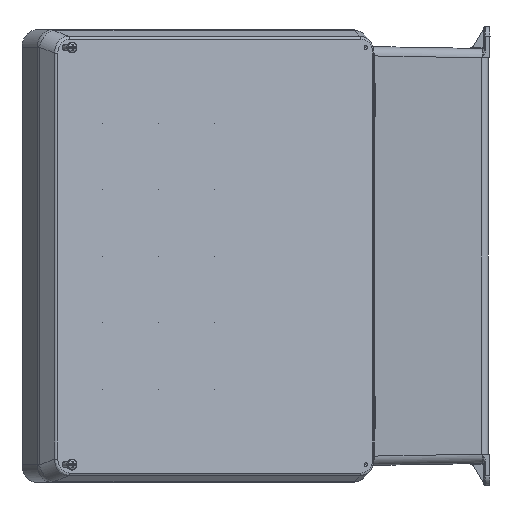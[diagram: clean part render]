
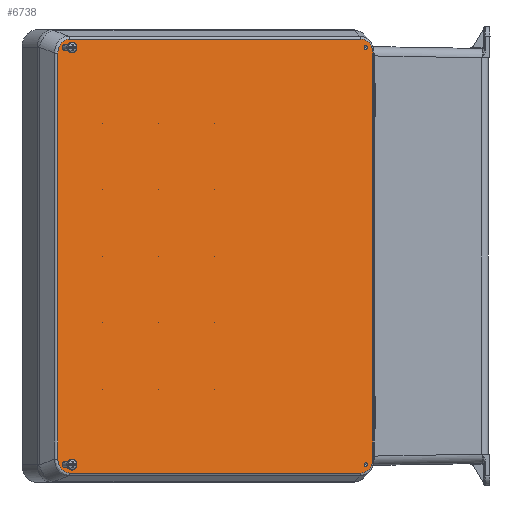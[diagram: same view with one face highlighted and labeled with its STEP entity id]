
A CAD part, left-side view. The second image highlights one B-rep face of the part: STEP entity #6738.
In plain terms, the highlighted face is planar.
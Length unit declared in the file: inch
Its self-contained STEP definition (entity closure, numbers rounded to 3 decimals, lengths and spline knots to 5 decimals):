
#431 = CARTESIAN_POINT ( 'NONE',  ( 5.86991, 0., -15.00544 ) ) ;
#510 = VERTEX_POINT ( 'NONE', #8065 ) ;
#869 = DIRECTION ( 'NONE',  ( 0., 0., 1. ) ) ;
#891 = VERTEX_POINT ( 'NONE', #20601 ) ;
#1241 = LINE ( 'NONE', #27576, #1268 ) ;
#1268 = VECTOR ( 'NONE', #8275, 39.37008 ) ;
#1322 = EDGE_LOOP ( 'NONE', ( #21871 ) ) ;
#1715 = VERTEX_POINT ( 'NONE', #24406 ) ;
#2001 =( BOUNDED_CURVE ( )  B_SPLINE_CURVE ( 3, ( #10453, #29814, #13258, #32613 ),
 .UNSPECIFIED., .F., .F. ) 
 B_SPLINE_CURVE_WITH_KNOTS ( ( 4, 4 ),
 ( 2.40401, 3.87917 ),
 .UNSPECIFIED. ) 
 CURVE ( )  GEOMETRIC_REPRESENTATION_ITEM ( )  RATIONAL_B_SPLINE_CURVE ( ( 1., 0.827, 0.827, 1. ) ) 
 REPRESENTATION_ITEM ( '' )  );
#2010 = DIRECTION ( 'NONE',  ( 0., 0., 1. ) ) ;
#2678 = ORIENTED_EDGE ( 'NONE', *, *, #24086, .T. ) ;
#2957 = CARTESIAN_POINT ( 'NONE',  ( 5.86991, 0., -0.31456 ) ) ;
#3083 = ORIENTED_EDGE ( 'NONE', *, *, #22941, .F. ) ;
#3098 = CIRCLE ( 'NONE', #23086, 0.06299 ) ;
#4022 = EDGE_CURVE ( 'NONE', #510, #11268, #2001, .T. ) ;
#5732 = ORIENTED_EDGE ( 'NONE', *, *, #6497, .T. ) ;
#6160 = EDGE_CURVE ( 'NONE', #510, #891, #19784, .T. ) ;
#6497 = EDGE_CURVE ( 'NONE', #7305, #1715, #18510, .T. ) ;
#6738 = ADVANCED_FACE ( 'NONE', ( #17541, #17263, #17513, #17289, #17255 ), #33827, .F. ) ;
#7305 = VERTEX_POINT ( 'NONE', #33966 ) ;
#7532 = DIRECTION ( 'NONE',  ( 0., 0., 1. ) ) ;
#7778 = DIRECTION ( 'NONE',  ( 0., -1., 0. ) ) ;
#7804 = CARTESIAN_POINT ( 'NONE',  ( 6.05905, 0., -14.71905 ) ) ;
#7815 = CARTESIAN_POINT ( 'NONE',  ( 6.05905, 0., -14.65606 ) ) ;
#8065 = CARTESIAN_POINT ( 'NONE',  ( -6.34544, 0., -14.52991 ) ) ;
#8189 = EDGE_CURVE ( 'NONE', #27227, #27227, #8801, .T. ) ;
#8275 = DIRECTION ( 'NONE',  ( -1., 0., 0. ) ) ;
#8501 = CARTESIAN_POINT ( 'NONE',  ( 6.34544, 0., -14.52991 ) ) ;
#8786 =( BOUNDED_CURVE ( )  B_SPLINE_CURVE ( 3, ( #8501, #25003, #16825, #431 ),
 .UNSPECIFIED., .F., .F. ) 
 B_SPLINE_CURVE_WITH_KNOTS ( ( 4, 4 ),
 ( 2.40401, 3.87917 ),
 .UNSPECIFIED. ) 
 CURVE ( )  GEOMETRIC_REPRESENTATION_ITEM ( )  RATIONAL_B_SPLINE_CURVE ( ( 1., 0.827, 0.827, 1. ) ) 
 REPRESENTATION_ITEM ( '' )  );
#8801 = CIRCLE ( 'NONE', #15861, 0.1122 ) ;
#10453 = CARTESIAN_POINT ( 'NONE',  ( -6.34544, 0., -14.52991 ) ) ;
#10554 = DIRECTION ( 'NONE',  ( 0., 0., 1. ) ) ;
#10783 = ORIENTED_EDGE ( 'NONE', *, *, #15330, .F. ) ;
#10895 = CARTESIAN_POINT ( 'NONE',  ( -6.05905, 0., -0.60095 ) ) ;
#11268 = VERTEX_POINT ( 'NONE', #23427 ) ;
#11675 = CARTESIAN_POINT ( 'NONE',  ( 6.66, 0., 0. ) ) ;
#13258 = CARTESIAN_POINT ( 'NONE',  ( -6.15371, 0., -15.00544 ) ) ;
#13565 = CIRCLE ( 'NONE', #26097, 0.1122 ) ;
#13606 = EDGE_CURVE ( 'NONE', #26414, #26414, #13565, .T. ) ;
#13711 = DIRECTION ( 'NONE',  ( 0., 0., -1. ) ) ;
#13809 =( BOUNDED_CURVE ( )  B_SPLINE_CURVE ( 3, ( #16634, #33206, #19403, #2957 ),
 .UNSPECIFIED., .F., .T. ) 
 B_SPLINE_CURVE_WITH_KNOTS ( ( 4, 4 ),
 ( 2.40401, 3.87917 ),
 .UNSPECIFIED. ) 
 CURVE ( )  GEOMETRIC_REPRESENTATION_ITEM ( )  RATIONAL_B_SPLINE_CURVE ( ( 1., 0.827, 0.827, 1. ) ) 
 REPRESENTATION_ITEM ( '' )  );
#14153 = ORIENTED_EDGE ( 'NONE', *, *, #6160, .F. ) ;
#14521 = VERTEX_POINT ( 'NONE', #31641 ) ;
#15330 = EDGE_CURVE ( 'NONE', #7305, #27832, #8786, .T. ) ;
#15403 = CARTESIAN_POINT ( 'NONE',  ( -5.86991, 0., -0.31456 ) ) ;
#15861 = AXIS2_PLACEMENT_3D ( 'NONE', #10895, #30252, #13711 ) ;
#16616 = CARTESIAN_POINT ( 'NONE',  ( 6.05905, 0., -0.66394 ) ) ;
#16634 = CARTESIAN_POINT ( 'NONE',  ( 6.34544, 0., -0.79009 ) ) ;
#16825 = CARTESIAN_POINT ( 'NONE',  ( 6.15371, 0., -15.00544 ) ) ;
#17255 = FACE_BOUND ( 'NONE', #31677, .T. ) ;
#17263 = FACE_BOUND ( 'NONE', #1322, .T. ) ;
#17289 = FACE_BOUND ( 'NONE', #33594, .T. ) ;
#17348 = EDGE_CURVE ( 'NONE', #25808, #25808, #29330, .T. ) ;
#17513 = FACE_OUTER_BOUND ( 'NONE', #34148, .T. ) ;
#17541 = FACE_BOUND ( 'NONE', #30339, .T. ) ;
#17672 = ORIENTED_EDGE ( 'NONE', *, *, #4022, .T. ) ;
#18430 = DIRECTION ( 'NONE',  ( 0., 1., 0. ) ) ;
#18432 = VECTOR ( 'NONE', #31831, 39.37008 ) ;
#18510 = LINE ( 'NONE', #26235, #18432 ) ;
#18652 = CARTESIAN_POINT ( 'NONE',  ( -6.05905, 0., -14.60685 ) ) ;
#19403 = CARTESIAN_POINT ( 'NONE',  ( 6.15371, 0., -0.31456 ) ) ;
#19779 = VECTOR ( 'NONE', #7532, 39.37008 ) ;
#19784 = LINE ( 'NONE', #23998, #19779 ) ;
#20571 = ORIENTED_EDGE ( 'NONE', *, *, #17348, .T. ) ;
#20592 = AXIS2_PLACEMENT_3D ( 'NONE', #7804, #27117, #10554 ) ;
#20601 = CARTESIAN_POINT ( 'NONE',  ( -6.34544, 0., -0.79009 ) ) ;
#20743 = ORIENTED_EDGE ( 'NONE', *, *, #21188, .F. ) ;
#21188 = EDGE_CURVE ( 'NONE', #891, #27993, #26231, .T. ) ;
#21871 = ORIENTED_EDGE ( 'NONE', *, *, #29951, .F. ) ;
#22197 = CARTESIAN_POINT ( 'NONE',  ( 5.86991, 0., -15.00544 ) ) ;
#22359 = EDGE_CURVE ( 'NONE', #1715, #14521, #13809, .T. ) ;
#22671 = DIRECTION ( 'NONE',  ( 0., 1., 0. ) ) ;
#22678 = AXIS2_PLACEMENT_3D ( 'NONE', #11675, #22671, #869 ) ;
#22941 = EDGE_CURVE ( 'NONE', #27832, #11268, #1241, .T. ) ;
#23086 = AXIS2_PLACEMENT_3D ( 'NONE', #24259, #7778, #27081 ) ;
#23106 = CARTESIAN_POINT ( 'NONE',  ( -5.86991, 0., -0.31456 ) ) ;
#23427 = CARTESIAN_POINT ( 'NONE',  ( -5.86991, 0., -15.00544 ) ) ;
#23986 = VERTEX_POINT ( 'NONE', #16616 ) ;
#23998 = CARTESIAN_POINT ( 'NONE',  ( -6.34544, 0., -0.81219 ) ) ;
#24086 = EDGE_CURVE ( 'NONE', #14521, #27993, #31986, .T. ) ;
#24259 = CARTESIAN_POINT ( 'NONE',  ( 6.05905, 0., -0.60095 ) ) ;
#24406 = CARTESIAN_POINT ( 'NONE',  ( 6.34544, 0., -0.79009 ) ) ;
#24869 = ORIENTED_EDGE ( 'NONE', *, *, #13606, .T. ) ;
#25003 = CARTESIAN_POINT ( 'NONE',  ( 6.34544, 0., -14.81371 ) ) ;
#25808 = VERTEX_POINT ( 'NONE', #7815 ) ;
#26097 = AXIS2_PLACEMENT_3D ( 'NONE', #35072, #18430, #2010 ) ;
#26169 = DIRECTION ( 'NONE',  ( -1., 0., 0. ) ) ;
#26231 =( BOUNDED_CURVE ( )  B_SPLINE_CURVE ( 3, ( #26388, #34676, #31985, #15403 ),
 .UNSPECIFIED., .F., .T. ) 
 B_SPLINE_CURVE_WITH_KNOTS ( ( 4, 4 ),
 ( 2.40401, 3.87917 ),
 .UNSPECIFIED. ) 
 CURVE ( )  GEOMETRIC_REPRESENTATION_ITEM ( )  RATIONAL_B_SPLINE_CURVE ( ( 1., 0.827, 0.827, 1. ) ) 
 REPRESENTATION_ITEM ( '' )  );
#26235 = CARTESIAN_POINT ( 'NONE',  ( 6.34544, 0., -0.81219 ) ) ;
#26388 = CARTESIAN_POINT ( 'NONE',  ( -6.34544, 0., -0.79009 ) ) ;
#26414 = VERTEX_POINT ( 'NONE', #18652 ) ;
#27081 = DIRECTION ( 'NONE',  ( 0., 0., -1. ) ) ;
#27117 = DIRECTION ( 'NONE',  ( 0., 1., 0. ) ) ;
#27227 = VERTEX_POINT ( 'NONE', #35060 ) ;
#27576 = CARTESIAN_POINT ( 'NONE',  ( 0., 0., -15.00544 ) ) ;
#27832 = VERTEX_POINT ( 'NONE', #22197 ) ;
#27993 = VERTEX_POINT ( 'NONE', #23106 ) ;
#29174 = ORIENTED_EDGE ( 'NONE', *, *, #8189, .F. ) ;
#29330 = CIRCLE ( 'NONE', #20592, 0.06299 ) ;
#29544 = ORIENTED_EDGE ( 'NONE', *, *, #22359, .T. ) ;
#29814 = CARTESIAN_POINT ( 'NONE',  ( -6.34544, 0., -14.81371 ) ) ;
#29951 = EDGE_CURVE ( 'NONE', #23986, #23986, #3098, .T. ) ;
#30252 = DIRECTION ( 'NONE',  ( 0., -1., 0. ) ) ;
#30339 = EDGE_LOOP ( 'NONE', ( #29174 ) ) ;
#31576 = VECTOR ( 'NONE', #26169, 39.37008 ) ;
#31641 = CARTESIAN_POINT ( 'NONE',  ( 5.86991, 0., -0.31456 ) ) ;
#31677 = EDGE_LOOP ( 'NONE', ( #20571 ) ) ;
#31831 = DIRECTION ( 'NONE',  ( 0., 0., 1. ) ) ;
#31985 = CARTESIAN_POINT ( 'NONE',  ( -6.15371, 0., -0.31456 ) ) ;
#31986 = LINE ( 'NONE', #34577, #31576 ) ;
#32613 = CARTESIAN_POINT ( 'NONE',  ( -5.86991, 0., -15.00544 ) ) ;
#33206 = CARTESIAN_POINT ( 'NONE',  ( 6.34544, 0., -0.50629 ) ) ;
#33594 = EDGE_LOOP ( 'NONE', ( #24869 ) ) ;
#33827 = PLANE ( 'NONE',  #22678 ) ;
#33966 = CARTESIAN_POINT ( 'NONE',  ( 6.34544, 0., -14.52991 ) ) ;
#34148 = EDGE_LOOP ( 'NONE', ( #29544, #2678, #20743, #14153, #17672, #3083, #10783, #5732 ) ) ;
#34577 = CARTESIAN_POINT ( 'NONE',  ( 0., 0., -0.31456 ) ) ;
#34676 = CARTESIAN_POINT ( 'NONE',  ( -6.34544, 0., -0.50629 ) ) ;
#35060 = CARTESIAN_POINT ( 'NONE',  ( -6.05905, 0., -0.71315 ) ) ;
#35072 = CARTESIAN_POINT ( 'NONE',  ( -6.05905, 0., -14.71905 ) ) ;
